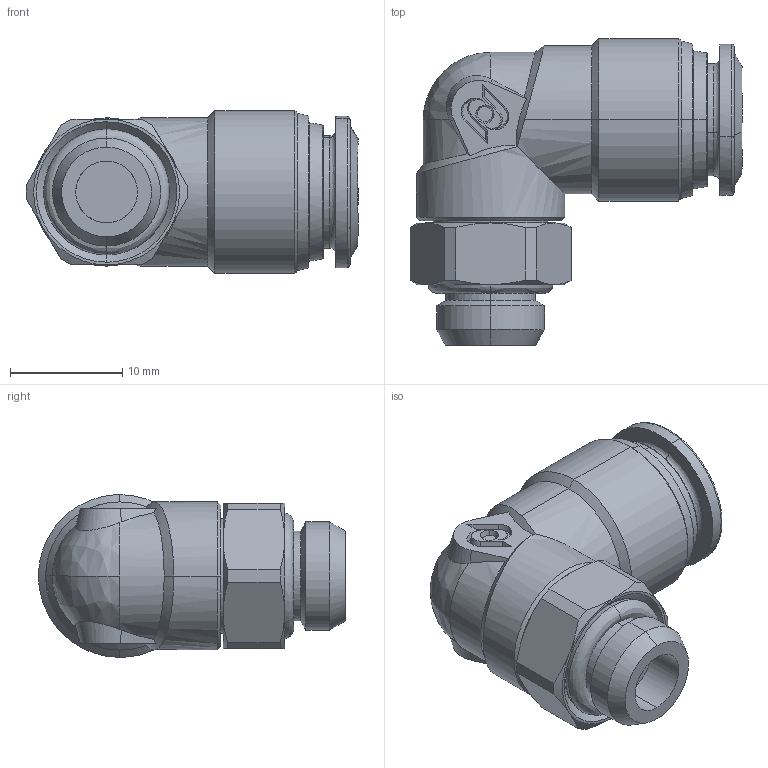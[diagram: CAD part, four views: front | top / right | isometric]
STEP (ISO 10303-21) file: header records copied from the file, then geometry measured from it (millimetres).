
FILE_DESCRIPTION (( 'STEP AP214' ), '1' );
FILE_NAME ('PL08-G01_ME.STEP', '2018-09-06T12:50:35', ( '' ), ( '' ), 'SwSTEP 2.0', 'SolidWorks 2018', '' );
FILE_SCHEMA (( 'AUTOMOTIVE_DESIGN' ));
Length unit declared in the file: millimetre
Products named in the file (1): PL08-G01_ME
Bounding box: 29.58 x 27.34 x 14.5 mm (x, y, z)
Volume: 5011.7 mm3; surface area: 2694.2 mm2
Topology: 2 solids, 2 shells, 153 faces, 383 edges, 245 vertices
Faces by surface type: bspline 153
Entity records: 6978 total; most frequent: CARTESIAN_POINT 4705, ORIENTED_EDGE 762, EDGE_CURVE 381, B_SPLINE_CURVE_WITH_KNOTS 281, VERTEX_POINT 245, EDGE_LOOP 172, FACE_OUTER_BOUND 153, ADVANCED_FACE 153
